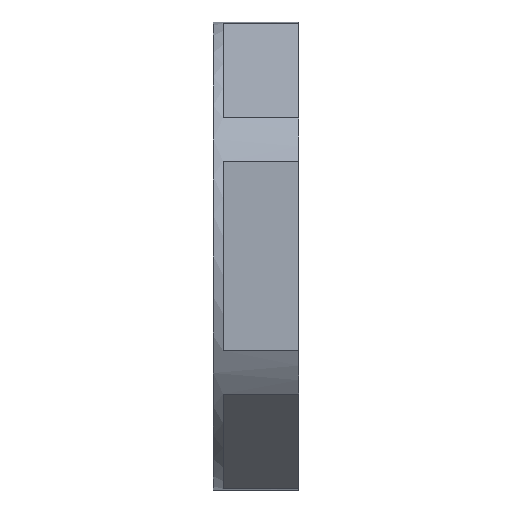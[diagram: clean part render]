
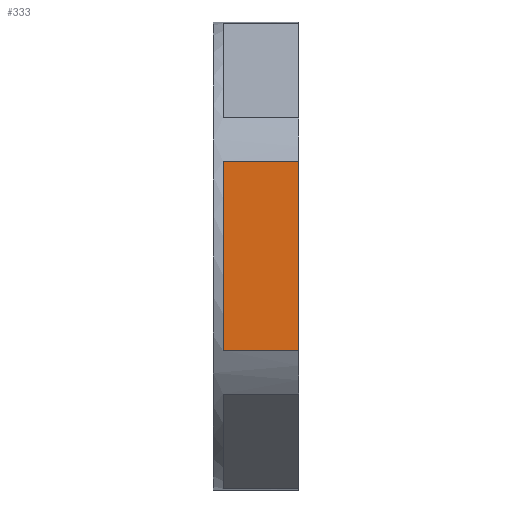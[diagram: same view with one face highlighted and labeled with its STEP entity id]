
A CAD part, left-side view. The second image highlights one B-rep face of the part: STEP entity #333.
In plain terms, the highlighted planar face has unit normal (-1, 0, 0).
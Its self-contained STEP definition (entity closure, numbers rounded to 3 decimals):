
#96 = DIRECTION ( 'NONE',  ( 0., 1., 0. ) ) ;
#110 = LINE ( 'NONE', #124, #2130 ) ;
#124 = CARTESIAN_POINT ( 'NONE',  ( -15., -0.686, -6.63 ) ) ;
#183 = CARTESIAN_POINT ( 'NONE',  ( -15., -13.539, -6.63 ) ) ;
#185 = CARTESIAN_POINT ( 'NONE',  ( -15., -18.839, -6.63 ) ) ;
#187 = CARTESIAN_POINT ( 'NONE',  ( -15., -13.539, 6.63 ) ) ;
#191 = CARTESIAN_POINT ( 'NONE',  ( -15., -18.839, 6.63 ) ) ;
#275 = EDGE_CURVE ( 'NONE', #967, #973, #600, .T. ) ;
#282 = EDGE_CURVE ( 'NONE', #966, #973, #662, .T. ) ;
#323 = EDGE_CURVE ( 'NONE', #946, #966, #871, .T. ) ;
#333 = ADVANCED_FACE ( 'NONE', ( #1793 ), #1792, .F. ) ;
#354 = EDGE_CURVE ( 'NONE', #967, #946, #110, .T. ) ;
#600 = LINE ( 'NONE', #606, #2067 ) ;
#606 = CARTESIAN_POINT ( 'NONE',  ( -15., -18.839, 6.742 ) ) ;
#634 = DIRECTION ( 'NONE',  ( 0., 0., 1. ) ) ;
#651 = DIRECTION ( 'NONE',  ( 0., -1., 0. ) ) ;
#662 = LINE ( 'NONE', #684, #2097 ) ;
#684 = CARTESIAN_POINT ( 'NONE',  ( -15., -0.686, 6.63 ) ) ;
#863 = CARTESIAN_POINT ( 'NONE',  ( -15., -13.539, 6.742 ) ) ;
#865 = DIRECTION ( 'NONE',  ( 0., 0., 1. ) ) ;
#871 = LINE ( 'NONE', #863, #2120 ) ;
#910 = EDGE_LOOP ( 'NONE', ( #1008, #1047, #997, #991 ) ) ;
#946 = VERTEX_POINT ( 'NONE', #183 ) ;
#966 = VERTEX_POINT ( 'NONE', #187 ) ;
#967 = VERTEX_POINT ( 'NONE', #185 ) ;
#973 = VERTEX_POINT ( 'NONE', #191 ) ;
#991 = ORIENTED_EDGE ( 'NONE', *, *, #282, .F. ) ;
#997 = ORIENTED_EDGE ( 'NONE', *, *, #275, .T. ) ;
#1008 = ORIENTED_EDGE ( 'NONE', *, *, #323, .F. ) ;
#1047 = ORIENTED_EDGE ( 'NONE', *, *, #354, .F. ) ;
#1786 = CARTESIAN_POINT ( 'NONE',  ( -15., -62.222, 6.742 ) ) ;
#1790 = DIRECTION ( 'NONE',  ( 1., 0., 0. ) ) ;
#1792 = PLANE ( 'NONE',  #2134 ) ;
#1793 = FACE_OUTER_BOUND ( 'NONE', #910, .T. ) ;
#1800 = DIRECTION ( 'NONE',  ( 0., 0., -1. ) ) ;
#2067 = VECTOR ( 'NONE', #634, 1000. ) ;
#2097 = VECTOR ( 'NONE', #651, 1000. ) ;
#2120 = VECTOR ( 'NONE', #865, 1000. ) ;
#2130 = VECTOR ( 'NONE', #96, 1000. ) ;
#2134 = AXIS2_PLACEMENT_3D ( 'NONE', #1786, #1790, #1800 ) ;
